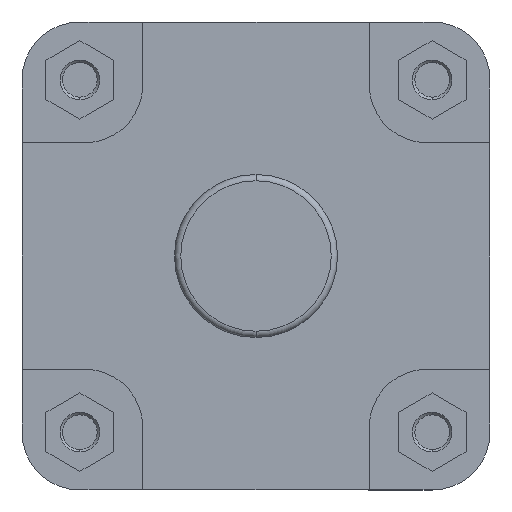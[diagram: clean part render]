
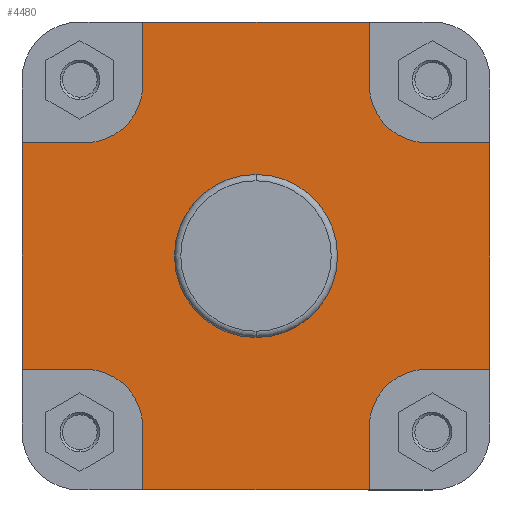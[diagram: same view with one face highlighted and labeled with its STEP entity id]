
A CAD part, left-side view. The second image highlights one B-rep face of the part: STEP entity #4480.
In plain terms, the highlighted planar face has unit normal (-1, 0, 0).
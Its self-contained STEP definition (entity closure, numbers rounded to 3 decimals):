
#207 = CARTESIAN_POINT ( 'NONE',  ( 55., 0., 32.4 ) ) ;
#208 = CARTESIAN_POINT ( 'NONE',  ( 55., 0., -32.4 ) ) ;
#265 = CARTESIAN_POINT ( 'NONE',  ( 55., 45., -93. ) ) ;
#266 = CARTESIAN_POINT ( 'NONE',  ( 55., -45., -93. ) ) ;
#267 = CARTESIAN_POINT ( 'NONE',  ( 55., -45., -68. ) ) ;
#268 = CARTESIAN_POINT ( 'NONE',  ( 55., -68., -45. ) ) ;
#269 = CARTESIAN_POINT ( 'NONE',  ( 55., -93., -45. ) ) ;
#270 = CARTESIAN_POINT ( 'NONE',  ( 55., -93., 45. ) ) ;
#271 = CARTESIAN_POINT ( 'NONE',  ( 55., -68., 45. ) ) ;
#272 = CARTESIAN_POINT ( 'NONE',  ( 55., -45., 68. ) ) ;
#273 = CARTESIAN_POINT ( 'NONE',  ( 55., -45., 93. ) ) ;
#274 = CARTESIAN_POINT ( 'NONE',  ( 55., 45., 93. ) ) ;
#275 = CARTESIAN_POINT ( 'NONE',  ( 55., 45., 68. ) ) ;
#276 = CARTESIAN_POINT ( 'NONE',  ( 55., 68., 45. ) ) ;
#277 = CARTESIAN_POINT ( 'NONE',  ( 55., 93., 45. ) ) ;
#278 = CARTESIAN_POINT ( 'NONE',  ( 55., 93., -45. ) ) ;
#279 = CARTESIAN_POINT ( 'NONE',  ( 55., 68., -45. ) ) ;
#280 = CARTESIAN_POINT ( 'NONE',  ( 55., 45., -68. ) ) ;
#907 = AXIS2_PLACEMENT_3D ( 'NONE', #5437, #5438, #5439 ) ;
#937 = AXIS2_PLACEMENT_3D ( 'NONE', #5604, #5605, #5606 ) ;
#957 = AXIS2_PLACEMENT_3D ( 'NONE', #5729, #5740, #5741 ) ;
#961 = AXIS2_PLACEMENT_3D ( 'NONE', #2240, #2244, #2245 ) ;
#978 = AXIS2_PLACEMENT_3D ( 'NONE', #2442, #2454, #2455 ) ;
#993 = AXIS2_PLACEMENT_3D ( 'NONE', #2533, #2540, #2541 ) ;
#1228 = AXIS2_PLACEMENT_3D ( 'NONE', #3352, #3363, #3364 ) ;
#1425 = EDGE_CURVE ( 'NONE', #4657, #4656, #6690, .T. ) ;
#1426 = EDGE_CURVE ( 'NONE', #4654, #4653, #6684, .T. ) ;
#1427 = EDGE_CURVE ( 'NONE', #4653, #4652, #6678, .T. ) ;
#1440 = EDGE_CURVE ( 'NONE', #4656, #4655, #6716, .T. ) ;
#1442 = EDGE_CURVE ( 'NONE', #4659, #4658, #6720, .T. ) ;
#1455 = EDGE_CURVE ( 'NONE', #4658, #4657, #6726, .T. ) ;
#1470 = EDGE_CURVE ( 'NONE', #4652, #4651, #6759, .T. ) ;
#1476 = EDGE_CURVE ( 'NONE', #4648, #4649, #6767, .T. ) ;
#1486 = EDGE_CURVE ( 'NONE', #4648, #4647, #6785, .T. ) ;
#1487 = EDGE_CURVE ( 'NONE', #4644, #4645, #6779, .T. ) ;
#1507 = EDGE_CURVE ( 'NONE', #4644, #4659, #6815, .T. ) ;
#1510 = EDGE_CURVE ( 'NONE', #4586, #4587, #6828, .T. ) ;
#1564 = EDGE_CURVE ( 'NONE', #4655, #4654, #6913, .T. ) ;
#1580 = EDGE_CURVE ( 'NONE', #4646, #4645, #3451, .T. ) ;
#1589 = EDGE_CURVE ( 'NONE', #4651, #4650, #3473, .T. ) ;
#1590 = EDGE_CURVE ( 'NONE', #4650, #4649, #3466, .T. ) ;
#1672 = EDGE_CURVE ( 'NONE', #4587, #4586, #3611, .T. ) ;
#1708 = EDGE_CURVE ( 'NONE', #4647, #4646, #3668, .T. ) ;
#1820 = ORIENTED_EDGE ( 'NONE', *, *, #1589, .F. ) ;
#1848 = ORIENTED_EDGE ( 'NONE', *, *, #1427, .F. ) ;
#1855 = ORIENTED_EDGE ( 'NONE', *, *, #1486, .F. ) ;
#1856 = ORIENTED_EDGE ( 'NONE', *, *, #1487, .T. ) ;
#1881 = ORIENTED_EDGE ( 'NONE', *, *, #1590, .F. ) ;
#1883 = ORIENTED_EDGE ( 'NONE', *, *, #1470, .F. ) ;
#1888 = ORIENTED_EDGE ( 'NONE', *, *, #1426, .F. ) ;
#1893 = ORIENTED_EDGE ( 'NONE', *, *, #1564, .F. ) ;
#1897 = ORIENTED_EDGE ( 'NONE', *, *, #1580, .F. ) ;
#2100 = ORIENTED_EDGE ( 'NONE', *, *, #1672, .F. ) ;
#2116 = ORIENTED_EDGE ( 'NONE', *, *, #1476, .T. ) ;
#2117 = ORIENTED_EDGE ( 'NONE', *, *, #1708, .F. ) ;
#2188 = EDGE_LOOP ( 'NONE', ( #1856, #1897, #2117, #1855, #2116, #1881, #1820, #1883, #1848, #1888, #1893, #7137, #7136, #7135, #7134, #7133 ) ) ;
#2213 = CARTESIAN_POINT ( 'NONE',  ( 55., -45., -68. ) ) ;
#2224 = DIRECTION ( 'NONE',  ( 0., 0., -1. ) ) ;
#2240 = CARTESIAN_POINT ( 'NONE',  ( 55., -68., 68. ) ) ;
#2244 = DIRECTION ( 'NONE',  ( -1., 0., 0. ) ) ;
#2245 = DIRECTION ( 'NONE',  ( 0., 0., -1. ) ) ;
#2246 = CARTESIAN_POINT ( 'NONE',  ( 55., -68., 45. ) ) ;
#2247 = DIRECTION ( 'NONE',  ( 0., -1., 0. ) ) ;
#2442 = CARTESIAN_POINT ( 'NONE',  ( 55., 0., 0. ) ) ;
#2454 = DIRECTION ( 'NONE',  ( -1., 0., 0. ) ) ;
#2455 = DIRECTION ( 'NONE',  ( 0., 0., 1. ) ) ;
#2533 = CARTESIAN_POINT ( 'NONE',  ( 55., -68., -68. ) ) ;
#2540 = DIRECTION ( 'NONE',  ( -1., 0., 0. ) ) ;
#2541 = DIRECTION ( 'NONE',  ( 0., 0., -1. ) ) ;
#3352 = CARTESIAN_POINT ( 'NONE',  ( 55., 32.4, 0. ) ) ;
#3362 = PLANE ( 'NONE',  #1228 ) ;
#3363 = DIRECTION ( 'NONE',  ( 1., 0., 0. ) ) ;
#3364 = DIRECTION ( 'NONE',  ( 0., 0., -1. ) ) ;
#3451 = LINE ( 'NONE', #2213, #3453 ) ;
#3453 = VECTOR ( 'NONE', #2224, 1000. ) ;
#3462 = VECTOR ( 'NONE', #2247, 1000. ) ;
#3466 = LINE ( 'NONE', #2246, #3462 ) ;
#3473 = CIRCLE ( 'NONE', #961, 23. ) ;
#3611 = CIRCLE ( 'NONE', #978, 32.4 ) ;
#3668 = CIRCLE ( 'NONE', #993, 23. ) ;
#4101 = FACE_OUTER_BOUND ( 'NONE', #2188, .T. ) ;
#4108 = FACE_BOUND ( 'NONE', #7071, .T. ) ;
#4480 = ADVANCED_FACE ( 'NONE', ( #4108, #4101 ), #3362, .F. ) ;
#4586 = VERTEX_POINT ( 'NONE', #207 ) ;
#4587 = VERTEX_POINT ( 'NONE', #208 ) ;
#4644 = VERTEX_POINT ( 'NONE', #265 ) ;
#4645 = VERTEX_POINT ( 'NONE', #266 ) ;
#4646 = VERTEX_POINT ( 'NONE', #267 ) ;
#4647 = VERTEX_POINT ( 'NONE', #268 ) ;
#4648 = VERTEX_POINT ( 'NONE', #269 ) ;
#4649 = VERTEX_POINT ( 'NONE', #270 ) ;
#4650 = VERTEX_POINT ( 'NONE', #271 ) ;
#4651 = VERTEX_POINT ( 'NONE', #272 ) ;
#4652 = VERTEX_POINT ( 'NONE', #273 ) ;
#4653 = VERTEX_POINT ( 'NONE', #274 ) ;
#4654 = VERTEX_POINT ( 'NONE', #275 ) ;
#4655 = VERTEX_POINT ( 'NONE', #276 ) ;
#4656 = VERTEX_POINT ( 'NONE', #277 ) ;
#4657 = VERTEX_POINT ( 'NONE', #278 ) ;
#4658 = VERTEX_POINT ( 'NONE', #279 ) ;
#4659 = VERTEX_POINT ( 'NONE', #280 ) ;
#5385 = CARTESIAN_POINT ( 'NONE',  ( 55., 45., 68. ) ) ;
#5400 = CARTESIAN_POINT ( 'NONE',  ( 55., 93., 0. ) ) ;
#5401 = DIRECTION ( 'NONE',  ( 0., 0., 1. ) ) ;
#5402 = CARTESIAN_POINT ( 'NONE',  ( 55., -204.741, 93. ) ) ;
#5403 = DIRECTION ( 'NONE',  ( 0., 0., 1. ) ) ;
#5405 = DIRECTION ( 'NONE',  ( 0., -1., 0. ) ) ;
#5432 = CARTESIAN_POINT ( 'NONE',  ( 55., 93., 45. ) ) ;
#5433 = DIRECTION ( 'NONE',  ( 0., -1., 0. ) ) ;
#5437 = CARTESIAN_POINT ( 'NONE',  ( 55., 68., -68. ) ) ;
#5438 = DIRECTION ( 'NONE',  ( -1., 0., 0. ) ) ;
#5439 = DIRECTION ( 'NONE',  ( 0., 0., -1. ) ) ;
#5474 = CARTESIAN_POINT ( 'NONE',  ( 55., 68., -45. ) ) ;
#5475 = DIRECTION ( 'NONE',  ( 0., 1., 0. ) ) ;
#5510 = CARTESIAN_POINT ( 'NONE',  ( 55., -45., 93. ) ) ;
#5511 = DIRECTION ( 'NONE',  ( 0., 0., -1. ) ) ;
#5522 = CARTESIAN_POINT ( 'NONE',  ( 55., -93., 0. ) ) ;
#5525 = DIRECTION ( 'NONE',  ( 0., 0., 1. ) ) ;
#5543 = CARTESIAN_POINT ( 'NONE',  ( 55., -93., -45. ) ) ;
#5548 = CARTESIAN_POINT ( 'NONE',  ( 55., -204.741, -93. ) ) ;
#5549 = DIRECTION ( 'NONE',  ( 0., 1., 0. ) ) ;
#5551 = DIRECTION ( 'NONE',  ( 0., -1., 0. ) ) ;
#5597 = CARTESIAN_POINT ( 'NONE',  ( 55., 45., -93. ) ) ;
#5598 = DIRECTION ( 'NONE',  ( 0., 0., 1. ) ) ;
#5604 = CARTESIAN_POINT ( 'NONE',  ( 55., 0., 0. ) ) ;
#5605 = DIRECTION ( 'NONE',  ( -1., 0., 0. ) ) ;
#5606 = DIRECTION ( 'NONE',  ( 0., 0., 1. ) ) ;
#5729 = CARTESIAN_POINT ( 'NONE',  ( 55., 68., 68. ) ) ;
#5740 = DIRECTION ( 'NONE',  ( -1., 0., 0. ) ) ;
#5741 = DIRECTION ( 'NONE',  ( 0., 0., -1. ) ) ;
#6678 = LINE ( 'NONE', #5402, #6694 ) ;
#6684 = LINE ( 'NONE', #5385, #6692 ) ;
#6690 = LINE ( 'NONE', #5400, #6691 ) ;
#6691 = VECTOR ( 'NONE', #5401, 1000. ) ;
#6692 = VECTOR ( 'NONE', #5403, 1000. ) ;
#6694 = VECTOR ( 'NONE', #5405, 1000. ) ;
#6716 = LINE ( 'NONE', #5432, #6717 ) ;
#6717 = VECTOR ( 'NONE', #5433, 1000. ) ;
#6720 = CIRCLE ( 'NONE', #907, 23. ) ;
#6726 = LINE ( 'NONE', #5474, #6729 ) ;
#6729 = VECTOR ( 'NONE', #5475, 1000. ) ;
#6759 = LINE ( 'NONE', #5510, #6760 ) ;
#6760 = VECTOR ( 'NONE', #5511, 1000. ) ;
#6767 = LINE ( 'NONE', #5522, #6770 ) ;
#6770 = VECTOR ( 'NONE', #5525, 1000. ) ;
#6779 = LINE ( 'NONE', #5548, #6787 ) ;
#6780 = VECTOR ( 'NONE', #5549, 1000. ) ;
#6785 = LINE ( 'NONE', #5543, #6780 ) ;
#6787 = VECTOR ( 'NONE', #5551, 1000. ) ;
#6814 = VECTOR ( 'NONE', #5598, 1000. ) ;
#6815 = LINE ( 'NONE', #5597, #6814 ) ;
#6828 = CIRCLE ( 'NONE', #937, 32.4 ) ;
#6913 = CIRCLE ( 'NONE', #957, 23. ) ;
#7071 = EDGE_LOOP ( 'NONE', ( #7138, #2100 ) ) ;
#7133 = ORIENTED_EDGE ( 'NONE', *, *, #1507, .F. ) ;
#7134 = ORIENTED_EDGE ( 'NONE', *, *, #1442, .F. ) ;
#7135 = ORIENTED_EDGE ( 'NONE', *, *, #1455, .F. ) ;
#7136 = ORIENTED_EDGE ( 'NONE', *, *, #1425, .F. ) ;
#7137 = ORIENTED_EDGE ( 'NONE', *, *, #1440, .F. ) ;
#7138 = ORIENTED_EDGE ( 'NONE', *, *, #1510, .F. ) ;
